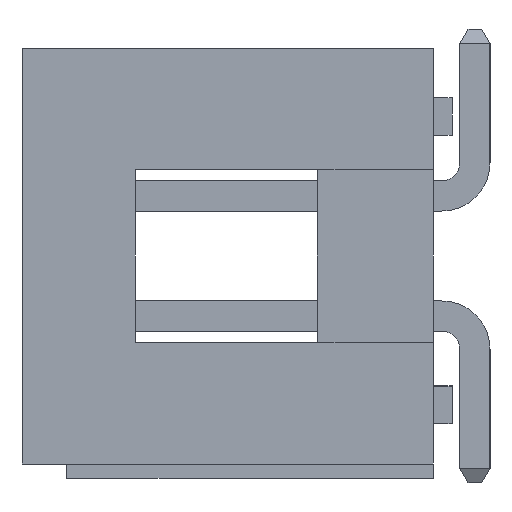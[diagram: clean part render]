
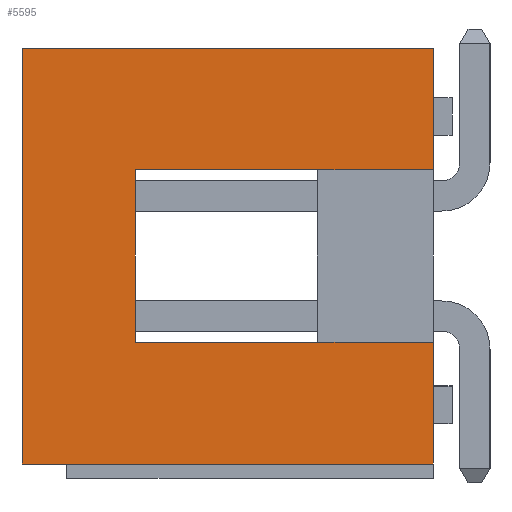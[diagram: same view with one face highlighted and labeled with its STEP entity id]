
A CAD part, left-side view. The second image highlights one B-rep face of the part: STEP entity #5595.
In plain terms, the highlighted planar face has unit normal (-1, 0, 0).
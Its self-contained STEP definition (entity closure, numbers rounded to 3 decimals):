
#21 = DIRECTION ( 'NONE',  ( 1., 0., 0. ) ) ;
#134 = CARTESIAN_POINT ( 'NONE',  ( -29.21, 4.35, -4.4 ) ) ;
#193 = CARTESIAN_POINT ( 'NONE',  ( -29.21, -4.35, 4.4 ) ) ;
#713 = ORIENTED_EDGE ( 'NONE', *, *, #3062, .F. ) ;
#1335 = ORIENTED_EDGE ( 'NONE', *, *, #3644, .F. ) ;
#1393 = CARTESIAN_POINT ( 'NONE',  ( -29.21, -4.35, 1.825 ) ) ;
#1517 = CARTESIAN_POINT ( 'NONE',  ( -29.21, -4.35, 4.4 ) ) ;
#1574 = LINE ( 'NONE', #2580, #2045 ) ;
#1702 = VECTOR ( 'NONE', #4935, 1000. ) ;
#1780 = VECTOR ( 'NONE', #6130, 1000. ) ;
#1784 = EDGE_CURVE ( 'NONE', #2335, #8547, #7517, .T. ) ;
#1889 = VERTEX_POINT ( 'NONE', #8838 ) ;
#2045 = VECTOR ( 'NONE', #5610, 1000. ) ;
#2162 = ORIENTED_EDGE ( 'NONE', *, *, #2625, .T. ) ;
#2205 = VERTEX_POINT ( 'NONE', #7762 ) ;
#2335 = VERTEX_POINT ( 'NONE', #6302 ) ;
#2580 = CARTESIAN_POINT ( 'NONE',  ( -29.21, 4.35, 4.4 ) ) ;
#2625 = EDGE_CURVE ( 'NONE', #2941, #2205, #7203, .T. ) ;
#2646 = VERTEX_POINT ( 'NONE', #4212 ) ;
#2760 = LINE ( 'NONE', #9338, #1702 ) ;
#2941 = VERTEX_POINT ( 'NONE', #5544 ) ;
#3045 = DIRECTION ( 'NONE',  ( 0., 0., -1. ) ) ;
#3062 = EDGE_CURVE ( 'NONE', #7952, #8547, #2760, .T. ) ;
#3220 = ORIENTED_EDGE ( 'NONE', *, *, #4979, .F. ) ;
#3644 = EDGE_CURVE ( 'NONE', #2646, #7952, #1574, .T. ) ;
#3686 = EDGE_CURVE ( 'NONE', #1889, #8212, #4123, .T. ) ;
#3705 = LINE ( 'NONE', #5902, #7893 ) ;
#3748 = FACE_OUTER_BOUND ( 'NONE', #8181, .T. ) ;
#4123 = LINE ( 'NONE', #134, #8312 ) ;
#4212 = CARTESIAN_POINT ( 'NONE',  ( -29.21, 4.35, 4.4 ) ) ;
#4331 = CARTESIAN_POINT ( 'NONE',  ( -29.21, -4.35, 4.4 ) ) ;
#4350 = PLANE ( 'NONE',  #8961 ) ;
#4848 = EDGE_CURVE ( 'NONE', #8212, #2646, #5169, .T. ) ;
#4935 = DIRECTION ( 'NONE',  ( 0., 0., -1. ) ) ;
#4979 = EDGE_CURVE ( 'NONE', #2941, #1889, #9227, .T. ) ;
#5169 = LINE ( 'NONE', #6015, #9108 ) ;
#5304 = DIRECTION ( 'NONE',  ( 0., 1., 0. ) ) ;
#5527 = ORIENTED_EDGE ( 'NONE', *, *, #4848, .F. ) ;
#5544 = CARTESIAN_POINT ( 'NONE',  ( -29.21, -4.35, -1.825 ) ) ;
#5595 = ADVANCED_FACE ( 'NONE', ( #3748 ), #4350, .F. ) ;
#5610 = DIRECTION ( 'NONE',  ( 0., -1., 0. ) ) ;
#5897 = VECTOR ( 'NONE', #6607, 1000. ) ;
#5902 = CARTESIAN_POINT ( 'NONE',  ( -29.21, 1.95, 1.825 ) ) ;
#6015 = CARTESIAN_POINT ( 'NONE',  ( -29.21, 4.35, 4.4 ) ) ;
#6130 = DIRECTION ( 'NONE',  ( 0., 0., -1. ) ) ;
#6302 = CARTESIAN_POINT ( 'NONE',  ( -29.21, 1.95, 1.825 ) ) ;
#6607 = DIRECTION ( 'NONE',  ( 0., -1., 0. ) ) ;
#6870 = CARTESIAN_POINT ( 'NONE',  ( -29.21, 1.95, -1.825 ) ) ;
#7203 = LINE ( 'NONE', #6870, #7318 ) ;
#7318 = VECTOR ( 'NONE', #9039, 1000. ) ;
#7447 = CARTESIAN_POINT ( 'NONE',  ( -29.21, 4.35, -4.4 ) ) ;
#7481 = EDGE_CURVE ( 'NONE', #2205, #2335, #3705, .T. ) ;
#7517 = LINE ( 'NONE', #1393, #5897 ) ;
#7762 = CARTESIAN_POINT ( 'NONE',  ( -29.21, 1.95, -1.825 ) ) ;
#7893 = VECTOR ( 'NONE', #8135, 1000. ) ;
#7952 = VERTEX_POINT ( 'NONE', #4331 ) ;
#7966 = ORIENTED_EDGE ( 'NONE', *, *, #3686, .F. ) ;
#8123 = DIRECTION ( 'NONE',  ( 0., 0., 1. ) ) ;
#8135 = DIRECTION ( 'NONE',  ( 0., 0., 1. ) ) ;
#8181 = EDGE_LOOP ( 'NONE', ( #2162, #9369, #9246, #713, #1335, #5527, #7966, #3220 ) ) ;
#8212 = VERTEX_POINT ( 'NONE', #7447 ) ;
#8312 = VECTOR ( 'NONE', #5304, 1000. ) ;
#8534 = CARTESIAN_POINT ( 'NONE',  ( -29.21, -4.35, 1.825 ) ) ;
#8547 = VERTEX_POINT ( 'NONE', #8534 ) ;
#8838 = CARTESIAN_POINT ( 'NONE',  ( -29.21, -4.35, -4.4 ) ) ;
#8961 = AXIS2_PLACEMENT_3D ( 'NONE', #1517, #21, #3045 ) ;
#9039 = DIRECTION ( 'NONE',  ( 0., 1., 0. ) ) ;
#9108 = VECTOR ( 'NONE', #8123, 1000. ) ;
#9227 = LINE ( 'NONE', #193, #1780 ) ;
#9246 = ORIENTED_EDGE ( 'NONE', *, *, #1784, .T. ) ;
#9338 = CARTESIAN_POINT ( 'NONE',  ( -29.21, -4.35, 4.4 ) ) ;
#9369 = ORIENTED_EDGE ( 'NONE', *, *, #7481, .T. ) ;
